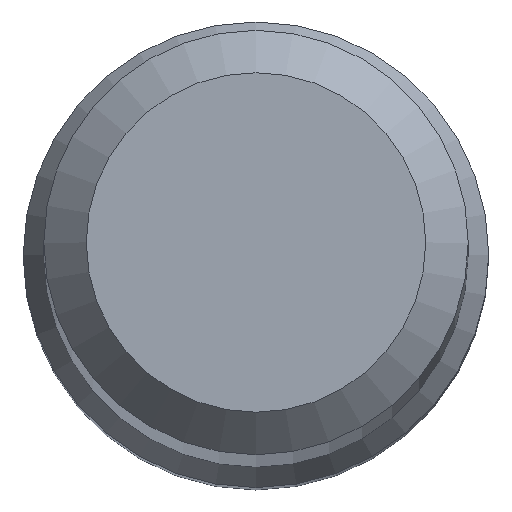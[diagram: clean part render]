
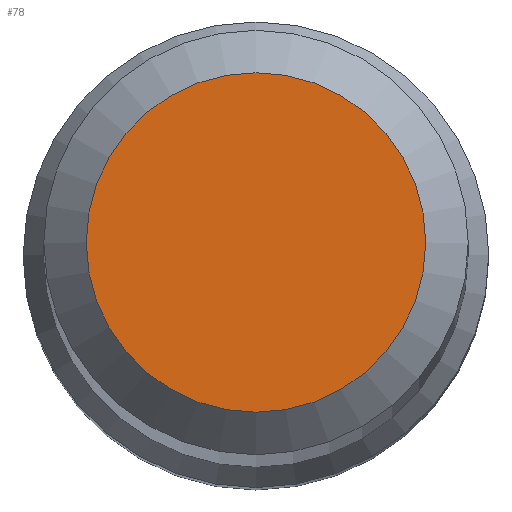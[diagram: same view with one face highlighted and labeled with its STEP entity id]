
A CAD part, top view. The second image highlights one B-rep face of the part: STEP entity #78.
In plain terms, the highlighted planar face has unit normal (0, 0, 1).
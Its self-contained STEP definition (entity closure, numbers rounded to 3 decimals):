
#2 = PLANE ( 'NONE',  #145 ) ;
#31 = DIRECTION ( 'NONE',  ( 0., 0., 1. ) ) ;
#35 = EDGE_CURVE ( 'NONE', #156, #156, #242, .T. ) ;
#36 = CARTESIAN_POINT ( 'NONE',  ( 0., 0., 80. ) ) ;
#45 = FACE_OUTER_BOUND ( 'NONE', #102, .T. ) ;
#78 = ADVANCED_FACE ( 'NONE', ( #45 ), #2, .T. ) ;
#102 = EDGE_LOOP ( 'NONE', ( #214 ) ) ;
#120 = DIRECTION ( 'NONE',  ( 0., 0., -1. ) ) ;
#145 = AXIS2_PLACEMENT_3D ( 'NONE', #227, #31, #174 ) ;
#156 = VERTEX_POINT ( 'NONE', #234 ) ;
#174 = DIRECTION ( 'NONE',  ( 0., -1., 0. ) ) ;
#201 = DIRECTION ( 'NONE',  ( 0., 1., 0. ) ) ;
#214 = ORIENTED_EDGE ( 'NONE', *, *, #35, .F. ) ;
#225 = AXIS2_PLACEMENT_3D ( 'NONE', #36, #120, #201 ) ;
#227 = CARTESIAN_POINT ( 'NONE',  ( 0., 0., 80. ) ) ;
#234 = CARTESIAN_POINT ( 'NONE',  ( 0., 1.6, 80. ) ) ;
#242 = CIRCLE ( 'NONE', #225, 1.6 ) ;
